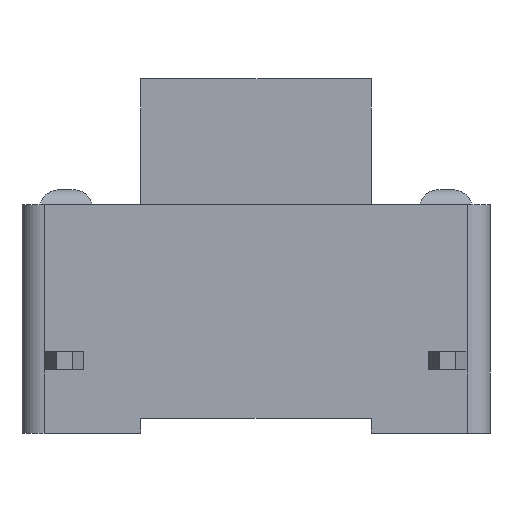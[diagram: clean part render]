
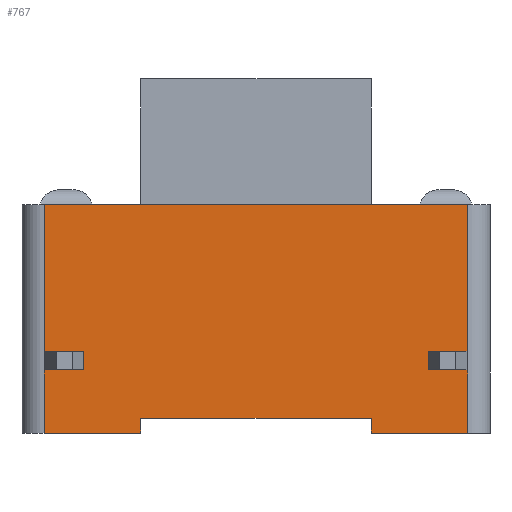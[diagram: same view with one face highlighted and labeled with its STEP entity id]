
A CAD part, front view. The second image highlights one B-rep face of the part: STEP entity #767.
In plain terms, the highlighted planar face has unit normal (0, -1, 0).
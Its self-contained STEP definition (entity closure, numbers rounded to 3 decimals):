
#18=FACE_BOUND('',#112,.T.);
#19=FACE_BOUND('',#113,.T.);
#65=FACE_OUTER_BOUND('',#111,.T.);
#111=EDGE_LOOP('',(#591,#592,#593,#594,#595,#596,#597,#598));
#112=EDGE_LOOP('',(#599,#600,#601,#602));
#113=EDGE_LOOP('',(#603,#604,#605,#606));
#144=LINE('',#1093,#236);
#149=LINE('',#1102,#241);
#152=LINE('',#1112,#244);
#155=LINE('',#1122,#247);
#162=LINE('',#1148,#254);
#181=LINE('',#1200,#273);
#184=LINE('',#1205,#276);
#186=LINE('',#1208,#278);
#187=LINE('',#1211,#279);
#188=LINE('',#1213,#280);
#189=LINE('',#1215,#281);
#190=LINE('',#1216,#282);
#191=LINE('',#1219,#283);
#192=LINE('',#1221,#284);
#193=LINE('',#1223,#285);
#194=LINE('',#1224,#286);
#236=VECTOR('',#877,10.);
#241=VECTOR('',#884,10.);
#244=VECTOR('',#893,10.);
#247=VECTOR('',#900,10.);
#254=VECTOR('',#923,10.);
#273=VECTOR('',#972,10.);
#276=VECTOR('',#979,10.);
#278=VECTOR('',#983,10.);
#279=VECTOR('',#984,10.);
#280=VECTOR('',#985,10.);
#281=VECTOR('',#986,10.);
#282=VECTOR('',#987,10.);
#283=VECTOR('',#988,10.);
#284=VECTOR('',#989,10.);
#285=VECTOR('',#990,10.);
#286=VECTOR('',#991,10.);
#327=VERTEX_POINT('',#1089);
#329=VERTEX_POINT('',#1092);
#332=VERTEX_POINT('',#1100);
#336=VERTEX_POINT('',#1110);
#340=VERTEX_POINT('',#1119);
#341=VERTEX_POINT('',#1121);
#351=VERTEX_POINT('',#1145);
#352=VERTEX_POINT('',#1147);
#371=VERTEX_POINT('',#1209);
#372=VERTEX_POINT('',#1210);
#373=VERTEX_POINT('',#1212);
#374=VERTEX_POINT('',#1214);
#375=VERTEX_POINT('',#1217);
#376=VERTEX_POINT('',#1218);
#377=VERTEX_POINT('',#1220);
#378=VERTEX_POINT('',#1222);
#400=EDGE_CURVE('',#327,#329,#144,.T.);
#405=EDGE_CURVE('',#327,#332,#149,.T.);
#410=EDGE_CURVE('',#332,#336,#152,.T.);
#414=EDGE_CURVE('',#341,#340,#155,.T.);
#426=EDGE_CURVE('',#351,#352,#162,.T.);
#453=EDGE_CURVE('',#351,#341,#181,.T.);
#456=EDGE_CURVE('',#329,#340,#184,.T.);
#458=EDGE_CURVE('',#352,#336,#186,.T.);
#459=EDGE_CURVE('',#371,#372,#187,.T.);
#460=EDGE_CURVE('',#372,#373,#188,.T.);
#461=EDGE_CURVE('',#373,#374,#189,.T.);
#462=EDGE_CURVE('',#374,#371,#190,.T.);
#463=EDGE_CURVE('',#375,#376,#191,.T.);
#464=EDGE_CURVE('',#376,#377,#192,.T.);
#465=EDGE_CURVE('',#377,#378,#193,.T.);
#466=EDGE_CURVE('',#378,#375,#194,.T.);
#591=ORIENTED_EDGE('',*,*,#414,.T.);
#592=ORIENTED_EDGE('',*,*,#456,.F.);
#593=ORIENTED_EDGE('',*,*,#400,.F.);
#594=ORIENTED_EDGE('',*,*,#405,.T.);
#595=ORIENTED_EDGE('',*,*,#410,.T.);
#596=ORIENTED_EDGE('',*,*,#458,.F.);
#597=ORIENTED_EDGE('',*,*,#426,.F.);
#598=ORIENTED_EDGE('',*,*,#453,.T.);
#599=ORIENTED_EDGE('',*,*,#459,.T.);
#600=ORIENTED_EDGE('',*,*,#460,.T.);
#601=ORIENTED_EDGE('',*,*,#461,.T.);
#602=ORIENTED_EDGE('',*,*,#462,.T.);
#603=ORIENTED_EDGE('',*,*,#463,.T.);
#604=ORIENTED_EDGE('',*,*,#464,.T.);
#605=ORIENTED_EDGE('',*,*,#465,.T.);
#606=ORIENTED_EDGE('',*,*,#466,.T.);
#727=PLANE('',#840);
#767=ADVANCED_FACE('',(#65,#18,#19),#727,.T.);
#840=AXIS2_PLACEMENT_3D('',#1207,#981,#982);
#877=DIRECTION('',(-1.,0.,0.));
#884=DIRECTION('',(0.,0.,-1.));
#893=DIRECTION('',(1.,0.,0.));
#900=DIRECTION('',(1.,0.,0.));
#923=DIRECTION('',(1.,0.,0.));
#972=DIRECTION('',(0.,0.,-1.));
#979=DIRECTION('',(0.,0.,-1.));
#981=DIRECTION('center_axis',(0.,-1.,0.));
#982=DIRECTION('ref_axis',(-1.,0.,0.));
#983=DIRECTION('',(0.,0.,-1.));
#984=DIRECTION('',(0.,0.,1.));
#985=DIRECTION('',(1.,0.,0.));
#986=DIRECTION('',(0.,0.,-1.));
#987=DIRECTION('',(-1.,0.,0.));
#988=DIRECTION('',(1.,0.,0.));
#989=DIRECTION('',(0.,0.,-1.));
#990=DIRECTION('',(-1.,0.,0.));
#991=DIRECTION('',(0.,0.,1.));
#1089=CARTESIAN_POINT('',(2.145,-0.785,-1.115));
#1092=CARTESIAN_POINT('',(-0.973,-0.785,-1.115));
#1093=CARTESIAN_POINT('',(3.306,-0.785,-1.115));
#1100=CARTESIAN_POINT('',(2.145,-0.785,-1.315));
#1102=CARTESIAN_POINT('',(2.145,-0.785,1.782));
#1110=CARTESIAN_POINT('',(3.456,-0.785,-1.315));
#1112=CARTESIAN_POINT('',(2.021,-0.785,-1.315));
#1119=CARTESIAN_POINT('',(-0.973,-0.785,-1.315));
#1121=CARTESIAN_POINT('',(-2.284,-0.785,-1.315));
#1122=CARTESIAN_POINT('',(2.021,-0.785,-1.315));
#1145=CARTESIAN_POINT('',(-2.284,-0.785,1.782));
#1147=CARTESIAN_POINT('',(3.456,-0.785,1.782));
#1148=CARTESIAN_POINT('',(-2.284,-0.785,1.782));
#1200=CARTESIAN_POINT('',(-2.284,-0.785,1.782));
#1205=CARTESIAN_POINT('',(-0.973,-0.785,1.782));
#1207=CARTESIAN_POINT('Origin',(3.456,-0.785,1.782));
#1208=CARTESIAN_POINT('',(3.456,-0.785,1.782));
#1209=CARTESIAN_POINT('',(2.924,-0.785,-0.455));
#1210=CARTESIAN_POINT('',(2.924,-0.785,-0.205));
#1211=CARTESIAN_POINT('',(2.924,-0.785,0.776));
#1212=CARTESIAN_POINT('',(3.444,-0.785,-0.205));
#1213=CARTESIAN_POINT('',(2.021,-0.785,-0.205));
#1214=CARTESIAN_POINT('',(3.444,-0.785,-0.455));
#1215=CARTESIAN_POINT('',(3.444,-0.785,0.676));
#1216=CARTESIAN_POINT('',(2.021,-0.785,-0.455));
#1217=CARTESIAN_POINT('',(-2.273,-0.785,-0.205));
#1218=CARTESIAN_POINT('',(-1.753,-0.785,-0.205));
#1219=CARTESIAN_POINT('',(-0.194,-0.785,-0.205));
#1220=CARTESIAN_POINT('',(-1.753,-0.785,-0.455));
#1221=CARTESIAN_POINT('',(-1.753,-0.785,0.676));
#1222=CARTESIAN_POINT('',(-2.273,-0.785,-0.455));
#1223=CARTESIAN_POINT('',(-0.194,-0.785,-0.455));
#1224=CARTESIAN_POINT('',(-2.273,-0.785,0.776));
